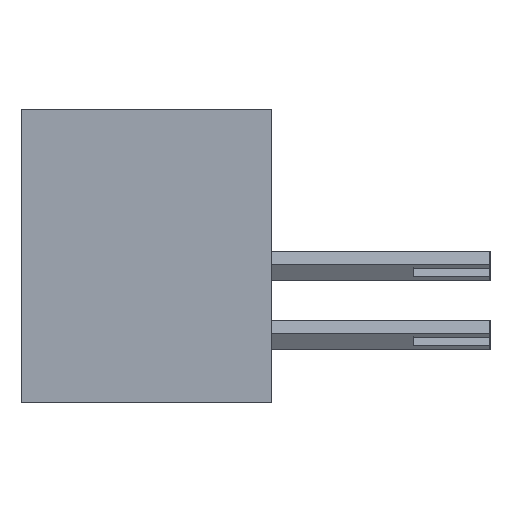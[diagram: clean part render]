
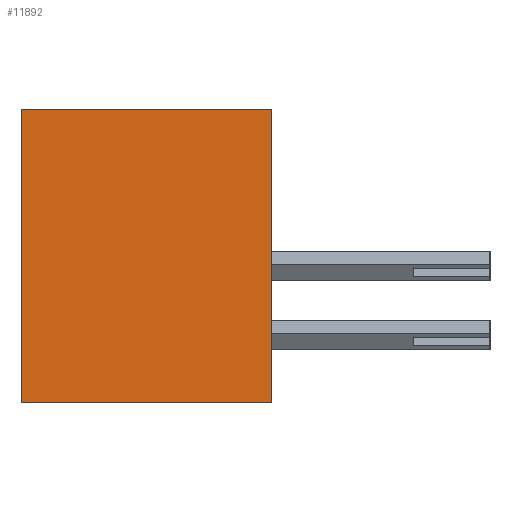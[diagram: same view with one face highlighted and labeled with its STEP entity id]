
A CAD part, left-side view. The second image highlights one B-rep face of the part: STEP entity #11892.
In plain terms, the highlighted planar face has unit normal (-1, 0, 0).
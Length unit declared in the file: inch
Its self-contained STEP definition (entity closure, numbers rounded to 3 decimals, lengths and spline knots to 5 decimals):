
#518 = VECTOR ( 'NONE', #9358, 39.37008 ) ;
#667 = CARTESIAN_POINT ( 'NONE',  ( 0., 0.453, 0. ) ) ;
#724 = DIRECTION ( 'NONE',  ( 0., 0., 1. ) ) ;
#2051 = CARTESIAN_POINT ( 'NONE',  ( 0., 0., -0.531 ) ) ;
#2203 = LINE ( 'NONE', #6405, #10322 ) ;
#2245 = DIRECTION ( 'NONE',  ( 0., -1., 0. ) ) ;
#2296 = CARTESIAN_POINT ( 'NONE',  ( 0., 0.453, -0.531 ) ) ;
#2503 = VERTEX_POINT ( 'NONE', #3847 ) ;
#2613 = LINE ( 'NONE', #4594, #518 ) ;
#3039 = LINE ( 'NONE', #667, #13766 ) ;
#3847 = CARTESIAN_POINT ( 'NONE',  ( 0., 0., 0. ) ) ;
#3848 = VERTEX_POINT ( 'NONE', #5914 ) ;
#3961 = EDGE_CURVE ( 'NONE', #10949, #14093, #7769, .T. ) ;
#4402 = AXIS2_PLACEMENT_3D ( 'NONE', #14086, #4616, #6864 ) ;
#4594 = CARTESIAN_POINT ( 'NONE',  ( 0., 0., 0. ) ) ;
#4616 = DIRECTION ( 'NONE',  ( 1., 0., 0. ) ) ;
#4789 = ORIENTED_EDGE ( 'NONE', *, *, #10058, .F. ) ;
#5419 = EDGE_CURVE ( 'NONE', #14093, #2503, #2613, .T. ) ;
#5914 = CARTESIAN_POINT ( 'NONE',  ( 0., 0.453, 0. ) ) ;
#6405 = CARTESIAN_POINT ( 'NONE',  ( 0., 0.453, 0. ) ) ;
#6864 = DIRECTION ( 'NONE',  ( 0., 0., -1. ) ) ;
#7238 = FACE_OUTER_BOUND ( 'NONE', #7728, .T. ) ;
#7728 = EDGE_LOOP ( 'NONE', ( #15479, #4789, #12336, #8178 ) ) ;
#7769 = LINE ( 'NONE', #2296, #10213 ) ;
#8178 = ORIENTED_EDGE ( 'NONE', *, *, #3961, .T. ) ;
#8874 = EDGE_CURVE ( 'NONE', #10949, #3848, #3039, .T. ) ;
#9358 = DIRECTION ( 'NONE',  ( 0., 0., 1. ) ) ;
#10058 = EDGE_CURVE ( 'NONE', #3848, #2503, #2203, .T. ) ;
#10213 = VECTOR ( 'NONE', #2245, 39.37008 ) ;
#10322 = VECTOR ( 'NONE', #12358, 39.37008 ) ;
#10449 = PLANE ( 'NONE',  #4402 ) ;
#10949 = VERTEX_POINT ( 'NONE', #14325 ) ;
#11892 = ADVANCED_FACE ( 'NONE', ( #7238 ), #10449, .F. ) ;
#12336 = ORIENTED_EDGE ( 'NONE', *, *, #8874, .F. ) ;
#12358 = DIRECTION ( 'NONE',  ( 0., -1., 0. ) ) ;
#13766 = VECTOR ( 'NONE', #724, 39.37008 ) ;
#14086 = CARTESIAN_POINT ( 'NONE',  ( 0., 0.453, 0. ) ) ;
#14093 = VERTEX_POINT ( 'NONE', #2051 ) ;
#14325 = CARTESIAN_POINT ( 'NONE',  ( 0., 0.453, -0.531 ) ) ;
#15479 = ORIENTED_EDGE ( 'NONE', *, *, #5419, .T. ) ;
